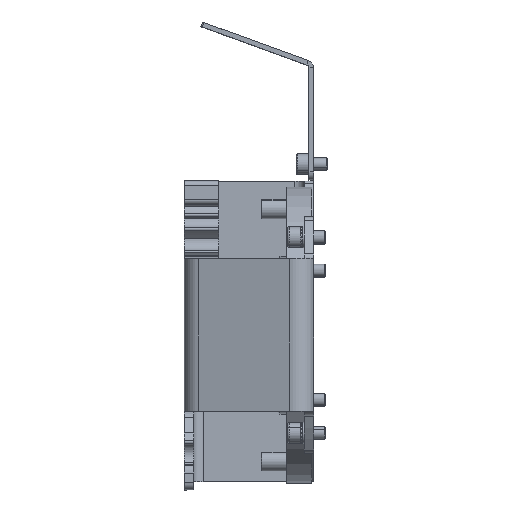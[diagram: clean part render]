
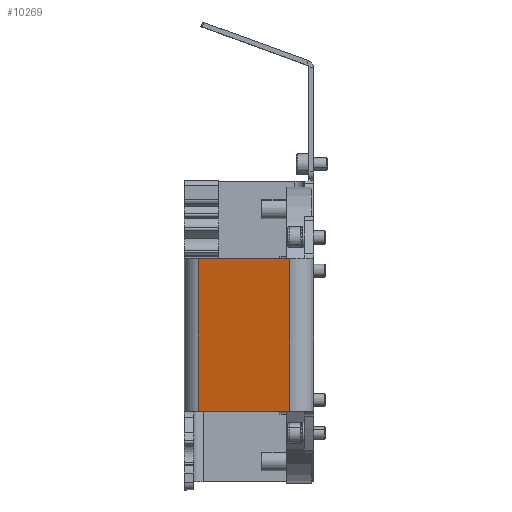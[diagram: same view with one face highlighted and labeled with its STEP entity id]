
A CAD part, top view. The second image highlights one B-rep face of the part: STEP entity #10269.
In plain terms, the highlighted planar face has unit normal (-0.259, 0, 0.966).
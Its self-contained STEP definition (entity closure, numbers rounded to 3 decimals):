
#1729 = ORIENTED_EDGE ( 'NONE', *, *, #16325, .F. ) ;
#6790 = PLANE ( 'NONE',  #23715 ) ;
#8164 = EDGE_CURVE ( 'NONE', #52370, #33655, #44862, .T. ) ;
#9869 = CARTESIAN_POINT ( 'NONE',  ( 1.894, 48.5, 133.611 ) ) ;
#10269 = ADVANCED_FACE ( 'NONE', ( #18553 ), #6790, .T. ) ;
#10724 = VECTOR ( 'NONE', #45916, 1000. ) ;
#12733 = EDGE_LOOP ( 'NONE', ( #1729, #29379, #46558, #49479 ) ) ;
#15444 = DIRECTION ( 'NONE',  ( 0.966, 0., 0.259 ) ) ;
#15466 = CARTESIAN_POINT ( 'NONE',  ( 1.894, -48.5, 133.611 ) ) ;
#16037 = VERTEX_POINT ( 'NONE', #9869 ) ;
#16325 = EDGE_CURVE ( 'NONE', #52370, #16037, #42460, .T. ) ;
#18553 = FACE_OUTER_BOUND ( 'NONE', #12733, .T. ) ;
#19682 = VECTOR ( 'NONE', #46297, 1000. ) ;
#20732 = CARTESIAN_POINT ( 'NONE',  ( -81.166, 48.5, 111.355 ) ) ;
#22659 = CARTESIAN_POINT ( 'NONE',  ( -81.166, -48.5, 111.355 ) ) ;
#23715 = AXIS2_PLACEMENT_3D ( 'NONE', #36764, #41075, #15444 ) ;
#27756 = VECTOR ( 'NONE', #35516, 1000. ) ;
#29379 = ORIENTED_EDGE ( 'NONE', *, *, #8164, .T. ) ;
#29558 = LINE ( 'NONE', #48875, #39609 ) ;
#30762 = CARTESIAN_POINT ( 'NONE',  ( -56.106, -48.5, 118.07 ) ) ;
#31696 = DIRECTION ( 'NONE',  ( 0., -1., 0. ) ) ;
#32646 = CARTESIAN_POINT ( 'NONE',  ( -56.106, 48.5, 118.07 ) ) ;
#33655 = VERTEX_POINT ( 'NONE', #30762 ) ;
#35516 = DIRECTION ( 'NONE',  ( -0.966, 0., -0.259 ) ) ;
#36764 = CARTESIAN_POINT ( 'NONE',  ( 17., 75., 137.659 ) ) ;
#37807 = LINE ( 'NONE', #22659, #27756 ) ;
#39223 = VERTEX_POINT ( 'NONE', #15466 ) ;
#39609 = VECTOR ( 'NONE', #31696, 1000. ) ;
#41075 = DIRECTION ( 'NONE',  ( -0.259, 0., 0.966 ) ) ;
#41673 = CARTESIAN_POINT ( 'NONE',  ( -56.106, 75., 118.07 ) ) ;
#42460 = LINE ( 'NONE', #20732, #19682 ) ;
#43109 = EDGE_CURVE ( 'NONE', #39223, #33655, #37807, .T. ) ;
#44862 = LINE ( 'NONE', #41673, #10724 ) ;
#45916 = DIRECTION ( 'NONE',  ( 0., -1., 0. ) ) ;
#46297 = DIRECTION ( 'NONE',  ( 0.966, 0., 0.259 ) ) ;
#46558 = ORIENTED_EDGE ( 'NONE', *, *, #43109, .F. ) ;
#48875 = CARTESIAN_POINT ( 'NONE',  ( 1.894, 75., 133.611 ) ) ;
#49479 = ORIENTED_EDGE ( 'NONE', *, *, #52719, .F. ) ;
#52370 = VERTEX_POINT ( 'NONE', #32646 ) ;
#52719 = EDGE_CURVE ( 'NONE', #16037, #39223, #29558, .T. ) ;
